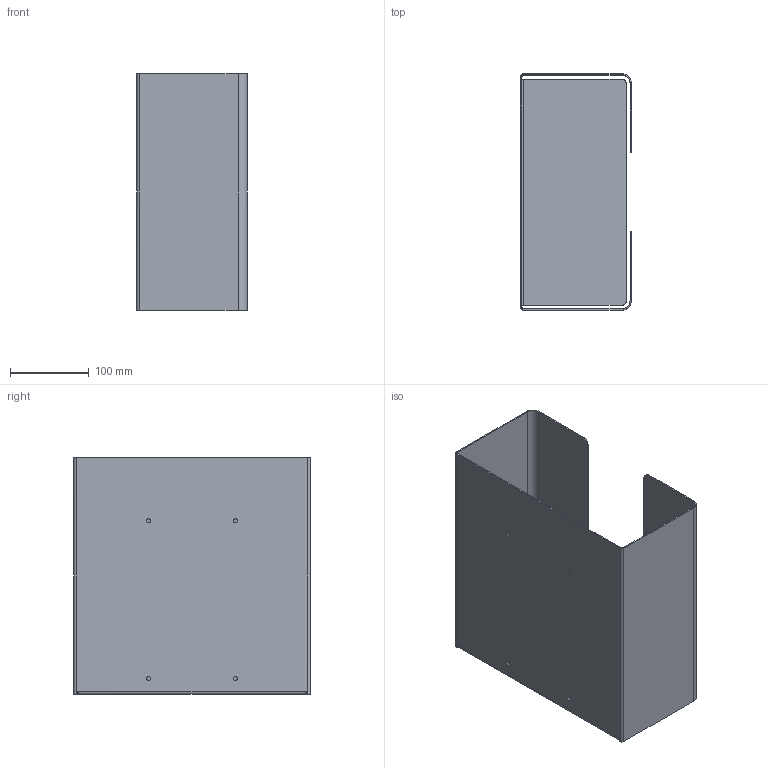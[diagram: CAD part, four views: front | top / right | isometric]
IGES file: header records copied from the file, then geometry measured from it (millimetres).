
Global section: file name: 180_G; native system: Autodesk Inventor 2022; preprocessor: unknown; author: R. Madlener; date: 20230222.165934; units: millimetre
Bounding box: 140 x 300 x 300 mm (x, y, z)
Volume: 399338.4 mm3; surface area: 536160.2 mm2
Topology: 1 solids, 1 shells, 66 faces, 160 edges, 96 vertices
Faces by surface type: bspline 66
